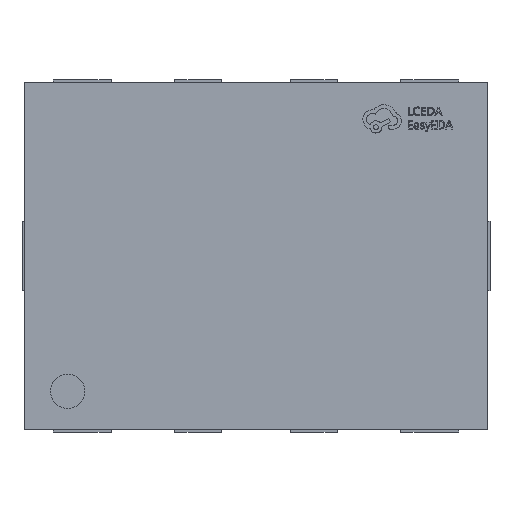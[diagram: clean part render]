
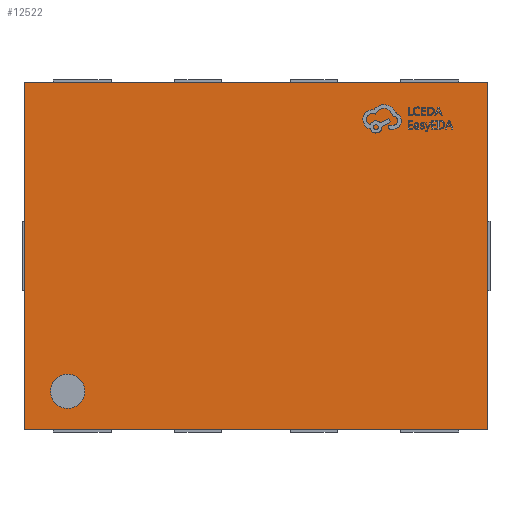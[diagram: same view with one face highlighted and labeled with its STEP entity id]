
A CAD part, top view. The second image highlights one B-rep face of the part: STEP entity #12522.
In plain terms, the highlighted planar face has unit normal (0, 0, 1).
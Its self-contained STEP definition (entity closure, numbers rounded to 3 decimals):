
#395 = VERTEX_POINT ( 'NONE', #11428 ) ;
#524 = CARTESIAN_POINT ( 'NONE',  ( -1., 0.75, 0.37 ) ) ;
#670 = LINE ( 'NONE', #13092, #16195 ) ;
#956 = VERTEX_POINT ( 'NONE', #7919 ) ;
#1187 = CIRCLE ( 'NONE', #11696, 0.074 ) ;
#1536 = EDGE_CURVE ( 'NONE', #17998, #956, #12710, .T. ) ;
#1631 = CARTESIAN_POINT ( 'NONE',  ( -1., 0.75, 0.37 ) ) ;
#2183 = AXIS2_PLACEMENT_3D ( 'NONE', #16563, #2781, #17831 ) ;
#2510 = EDGE_CURVE ( 'NONE', #17075, #8407, #3143, .T. ) ;
#2763 = EDGE_LOOP ( 'NONE', ( #6308, #6189, #14627, #6989 ) ) ;
#2781 = DIRECTION ( 'NONE',  ( 0., 0., 1. ) ) ;
#3143 = LINE ( 'NONE', #17187, #15502 ) ;
#4203 = DIRECTION ( 'NONE',  ( 0., 0., 1. ) ) ;
#4568 = LINE ( 'NONE', #524, #7792 ) ;
#5088 = EDGE_LOOP ( 'NONE', ( #14698, #5598 ) ) ;
#5333 = FACE_BOUND ( 'NONE', #5088, .T. ) ;
#5598 = ORIENTED_EDGE ( 'NONE', *, *, #17507, .F. ) ;
#5676 = VERTEX_POINT ( 'NONE', #9723 ) ;
#5832 = DIRECTION ( 'NONE',  ( -1., 0., 0. ) ) ;
#6060 = DIRECTION ( 'NONE',  ( 0., -1., 0. ) ) ;
#6189 = ORIENTED_EDGE ( 'NONE', *, *, #14552, .T. ) ;
#6308 = ORIENTED_EDGE ( 'NONE', *, *, #11064, .T. ) ;
#6989 = ORIENTED_EDGE ( 'NONE', *, *, #2510, .T. ) ;
#7102 = DIRECTION ( 'NONE',  ( 1., 0., 0. ) ) ;
#7792 = VECTOR ( 'NONE', #6060, 1000. ) ;
#7919 = CARTESIAN_POINT ( 'NONE',  ( -0.887, -0.584, 0.37 ) ) ;
#8274 = LINE ( 'NONE', #1631, #16227 ) ;
#8393 = CARTESIAN_POINT ( 'NONE',  ( -0.813, -0.584, 0.37 ) ) ;
#8407 = VERTEX_POINT ( 'NONE', #11016 ) ;
#8573 = DIRECTION ( 'NONE',  ( 0., 0., 1. ) ) ;
#9723 = CARTESIAN_POINT ( 'NONE',  ( 1., 0.75, 0.37 ) ) ;
#10036 = CARTESIAN_POINT ( 'NONE',  ( -1., -0.75, 0.37 ) ) ;
#10962 = FACE_OUTER_BOUND ( 'NONE', #2763, .T. ) ;
#11016 = CARTESIAN_POINT ( 'NONE',  ( 1., -0.75, 0.37 ) ) ;
#11064 = EDGE_CURVE ( 'NONE', #8407, #5676, #670, .T. ) ;
#11399 = DIRECTION ( 'NONE',  ( 1., 0., 0. ) ) ;
#11409 = DIRECTION ( 'NONE',  ( 1., 0., 0. ) ) ;
#11428 = CARTESIAN_POINT ( 'NONE',  ( -1., 0.75, 0.37 ) ) ;
#11696 = AXIS2_PLACEMENT_3D ( 'NONE', #8393, #8573, #11399 ) ;
#11776 = EDGE_CURVE ( 'NONE', #395, #17075, #4568, .T. ) ;
#11809 = DIRECTION ( 'NONE',  ( 0., 1., 0. ) ) ;
#12097 = CARTESIAN_POINT ( 'NONE',  ( -0.739, -0.584, 0.37 ) ) ;
#12157 = AXIS2_PLACEMENT_3D ( 'NONE', #14206, #4203, #11409 ) ;
#12522 = ADVANCED_FACE ( 'NONE', ( #5333, #10962 ), #16452, .T. ) ;
#12710 = CIRCLE ( 'NONE', #2183, 0.074 ) ;
#13092 = CARTESIAN_POINT ( 'NONE',  ( 1., 0.75, 0.37 ) ) ;
#14206 = CARTESIAN_POINT ( 'NONE',  ( 0., 0., 0.37 ) ) ;
#14552 = EDGE_CURVE ( 'NONE', #5676, #395, #8274, .T. ) ;
#14627 = ORIENTED_EDGE ( 'NONE', *, *, #11776, .T. ) ;
#14698 = ORIENTED_EDGE ( 'NONE', *, *, #1536, .F. ) ;
#15502 = VECTOR ( 'NONE', #7102, 1000. ) ;
#16195 = VECTOR ( 'NONE', #11809, 1000. ) ;
#16227 = VECTOR ( 'NONE', #5832, 1000. ) ;
#16452 = PLANE ( 'NONE',  #12157 ) ;
#16563 = CARTESIAN_POINT ( 'NONE',  ( -0.813, -0.584, 0.37 ) ) ;
#17075 = VERTEX_POINT ( 'NONE', #10036 ) ;
#17187 = CARTESIAN_POINT ( 'NONE',  ( -1., -0.75, 0.37 ) ) ;
#17507 = EDGE_CURVE ( 'NONE', #956, #17998, #1187, .T. ) ;
#17831 = DIRECTION ( 'NONE',  ( 1., 0., 0. ) ) ;
#17998 = VERTEX_POINT ( 'NONE', #12097 ) ;
